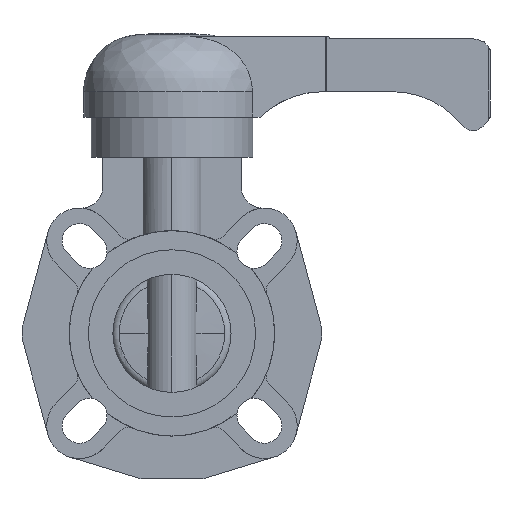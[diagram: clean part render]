
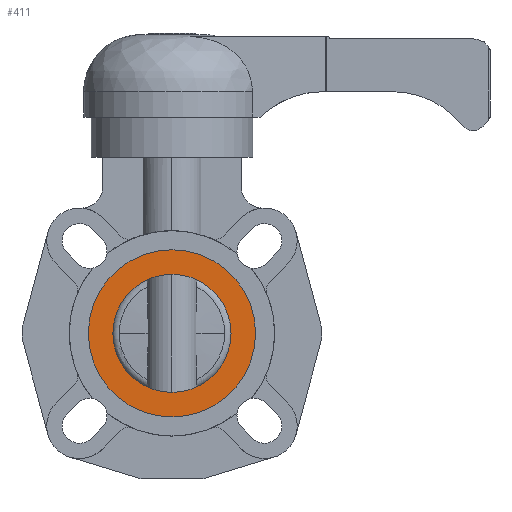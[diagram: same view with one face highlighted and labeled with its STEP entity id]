
A CAD part, left-side view. The second image highlights one B-rep face of the part: STEP entity #411.
In plain terms, the highlighted planar face has unit normal (-1, 0, 0).
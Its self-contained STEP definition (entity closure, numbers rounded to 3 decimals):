
#411=ADVANCED_FACE('',(#1001,#1002),#1003,.F.);
#1001=FACE_BOUND('',#1798,.T.);
#1002=FACE_OUTER_BOUND('',#1799,.T.);
#1003=PLANE('',#1800);
#1798=EDGE_LOOP('',(#2955,#2956,#2957));
#1799=EDGE_LOOP('',(#2958,#2959));
#1800=AXIS2_PLACEMENT_3D('',#2960,#2961,#2962);
#2955=ORIENTED_EDGE('',*,*,#5222,.F.);
#2956=ORIENTED_EDGE('',*,*,#5223,.F.);
#2957=ORIENTED_EDGE('',*,*,#5207,.F.);
#2958=ORIENTED_EDGE('',*,*,#5220,.F.);
#2959=ORIENTED_EDGE('',*,*,#5215,.F.);
#2960=CARTESIAN_POINT('',(-23.5,0.,0.));
#2961=DIRECTION('',(1.0,0.,0.));
#2962=DIRECTION('',(0.,1.0,0.));
#5207=EDGE_CURVE('',#6385,#6381,#6387,.T.);
#5215=EDGE_CURVE('',#6398,#6401,#6402,.T.);
#5220=EDGE_CURVE('',#6401,#6398,#6408,.T.);
#5222=EDGE_CURVE('',#6410,#6385,#6411,.T.);
#5223=EDGE_CURVE('',#6381,#6410,#6412,.T.);
#6381=VERTEX_POINT('',#8266);
#6385=VERTEX_POINT('',#8271);
#6387=CIRCLE('',#8274,32.5);
#6398=VERTEX_POINT('',#8287);
#6401=VERTEX_POINT('',#8291);
#6402=CIRCLE('',#8292,46.0);
#6408=CIRCLE('',#8299,46.0);
#6410=VERTEX_POINT('',#8301);
#6411=CIRCLE('',#8302,32.5);
#6412=CIRCLE('',#8303,32.5);
#8266=CARTESIAN_POINT('',(-23.5,32.5,0.));
#8271=CARTESIAN_POINT('',(-23.5,-32.5,0.));
#8274=AXIS2_PLACEMENT_3D('',#10150,#10151,#10152);
#8287=CARTESIAN_POINT('',(-23.5,0.,46.0));
#8291=CARTESIAN_POINT('',(-23.5,0.,-46.0));
#8292=AXIS2_PLACEMENT_3D('',#10162,#10163,#10164);
#8299=AXIS2_PLACEMENT_3D('',#10172,#10173,#10174);
#8301=CARTESIAN_POINT('',(-23.5,0.,-32.5));
#8302=AXIS2_PLACEMENT_3D('',#10175,#10176,#10177);
#8303=AXIS2_PLACEMENT_3D('',#10178,#10179,#10180);
#10150=CARTESIAN_POINT('',(-23.5,0.,0.));
#10151=DIRECTION('',(-1.0,0.,0.));
#10152=DIRECTION('',(0.,0.,1.0));
#10162=CARTESIAN_POINT('',(-23.5,0.,0.));
#10163=DIRECTION('',(1.0,0.,0.));
#10164=DIRECTION('',(0.,0.,1.0));
#10172=CARTESIAN_POINT('',(-23.5,0.,0.));
#10173=DIRECTION('',(1.0,0.,0.));
#10174=DIRECTION('',(0.,0.,1.0));
#10175=CARTESIAN_POINT('',(-23.5,0.,0.));
#10176=DIRECTION('',(-1.0,0.,0.));
#10177=DIRECTION('',(0.,0.,1.0));
#10178=CARTESIAN_POINT('',(-23.5,0.,0.));
#10179=DIRECTION('',(-1.0,0.,0.));
#10180=DIRECTION('',(0.,0.,1.0));
